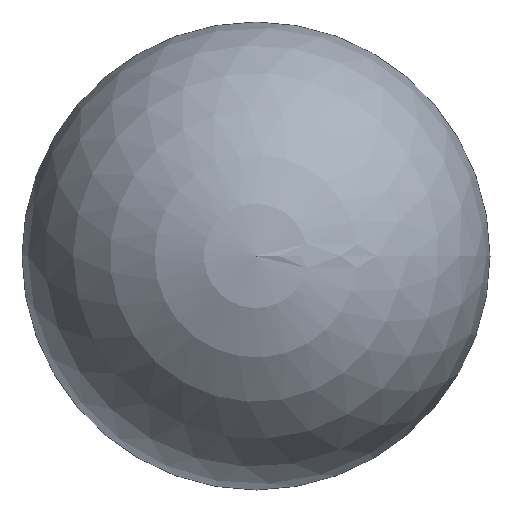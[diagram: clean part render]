
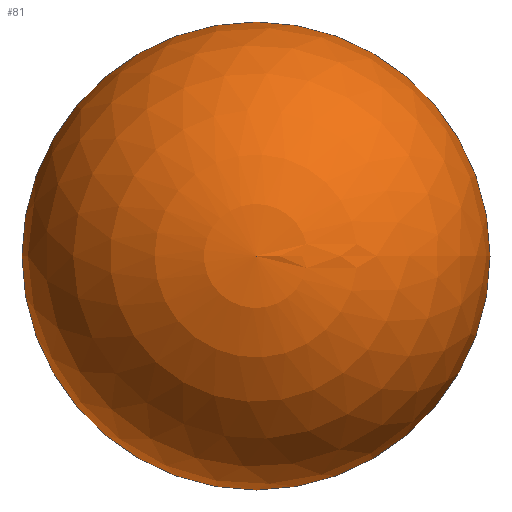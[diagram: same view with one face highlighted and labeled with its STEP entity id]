
A CAD part, front view. The second image highlights one B-rep face of the part: STEP entity #81.
In plain terms, the highlighted spherical face has radius 20 mm.
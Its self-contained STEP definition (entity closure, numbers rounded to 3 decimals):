
#2 = EDGE_CURVE ( 'NONE', #11, #56, #64, .T. ) ;
#10 = AXIS2_PLACEMENT_3D ( 'NONE', #43, #85, #31 ) ;
#11 = VERTEX_POINT ( 'NONE', #104 ) ;
#13 = DIRECTION ( 'NONE',  ( 0., 1., 0. ) ) ;
#17 = CARTESIAN_POINT ( 'NONE',  ( 0., 0., 20. ) ) ;
#20 = AXIS2_PLACEMENT_3D ( 'NONE', #17, #13, #58 ) ;
#31 = DIRECTION ( 'NONE',  ( 1., 0., 0. ) ) ;
#33 = EDGE_CURVE ( 'NONE', #11, #56, #79, .T. ) ;
#37 = AXIS2_PLACEMENT_3D ( 'NONE', #114, #47, #87 ) ;
#43 = CARTESIAN_POINT ( 'NONE',  ( 0., 0., 20. ) ) ;
#45 = ORIENTED_EDGE ( 'NONE', *, *, #33, .F. ) ;
#47 = DIRECTION ( 'NONE',  ( 0., -1., 0. ) ) ;
#56 = VERTEX_POINT ( 'NONE', #86 ) ;
#58 = DIRECTION ( 'NONE',  ( 0., 0., 1. ) ) ;
#64 = CIRCLE ( 'NONE', #10, 20. ) ;
#79 = CIRCLE ( 'NONE', #20, 20. ) ;
#81 = ADVANCED_FACE ( 'NONE', ( #95 ), #89, .T. ) ;
#84 = EDGE_LOOP ( 'NONE', ( #45, #105 ) ) ;
#85 = DIRECTION ( 'NONE',  ( 0., -1., 0. ) ) ;
#86 = CARTESIAN_POINT ( 'NONE',  ( 0., 0., 0. ) ) ;
#87 = DIRECTION ( 'NONE',  ( 1., 0., 0. ) ) ;
#89 = SPHERICAL_SURFACE ( 'NONE', #37, 20. ) ;
#95 = FACE_OUTER_BOUND ( 'NONE', #84, .T. ) ;
#104 = CARTESIAN_POINT ( 'NONE',  ( 0., 0., 40. ) ) ;
#105 = ORIENTED_EDGE ( 'NONE', *, *, #2, .T. ) ;
#114 = CARTESIAN_POINT ( 'NONE',  ( 0., 0., 20. ) ) ;
